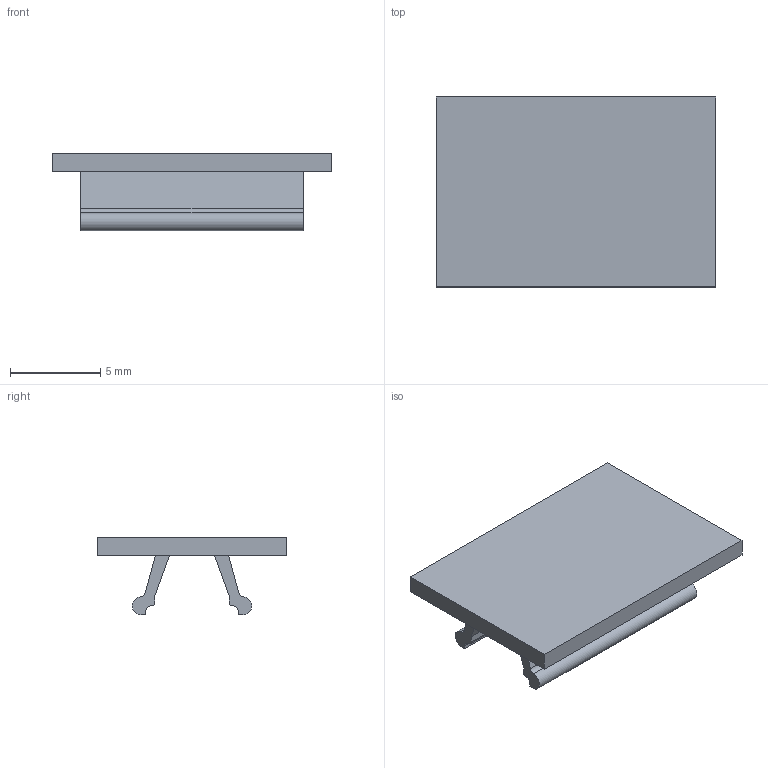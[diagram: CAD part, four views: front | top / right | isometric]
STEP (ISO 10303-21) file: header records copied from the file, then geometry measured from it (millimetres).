
FILE_DESCRIPTION(('Creo Elements/Direct Modeling STEP Export'),'2;1');
FILE_NAME('model.stp','2019-06-29T 3:30:29',(''),(''),'Creo Elements/Direct Modeling STEP processor for AP214 (Solid Model)','Creo Elements/Direct Modeling 20.1A 29-Sep-2018 (C) Parametric Technology GmbH','');
FILE_SCHEMA(('AUTOMOTIVE_DESIGN { 1 0 10303 214 1 1 1 1 }'));
Length unit declared in the file: millimetre
Products named in the file (2): UC-TM_16_VT-select
Assembly tree (1 placements, depth 2):
  UC-TM_16_VT-select
    UC-TM_16_VT-select
Bounding box: 15.45 x 10.5 x 4.3 mm (x, y, z)
Volume: 222.8 mm3; surface area: 564.3 mm2
Topology: 1 solids, 1 shells, 28 faces, 72 edges, 48 vertices
Faces by surface type: plane 20, cylinder 8
Entity records: 1111 total; most frequent: CARTESIAN_POINT 148, DIRECTION 144, ORIENTED_EDGE 144, EDGE_CURVE 72, VECTOR 56, LINE 56, VERTEX_POINT 48, AXIS2_PLACEMENT_3D 44
